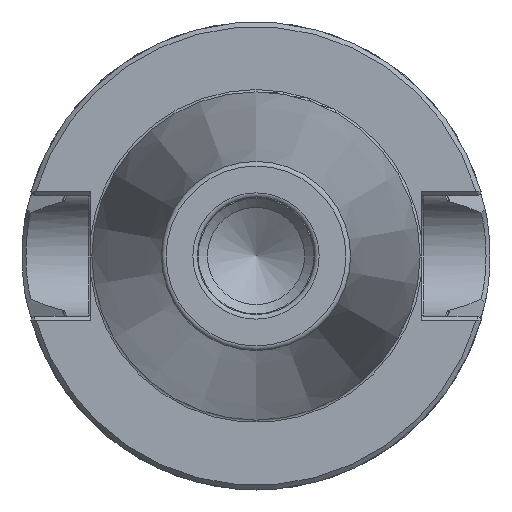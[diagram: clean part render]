
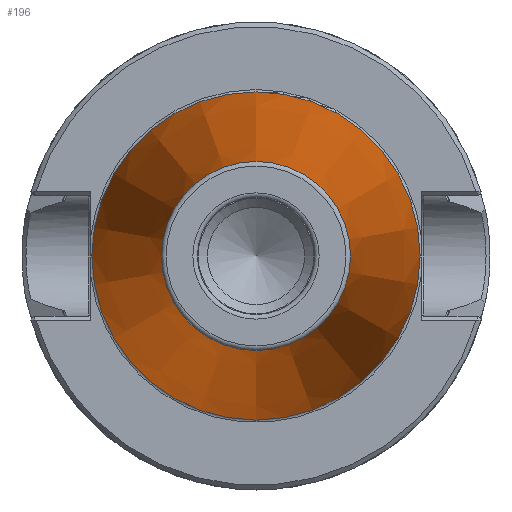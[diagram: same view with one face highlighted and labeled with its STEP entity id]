
A CAD part, left-side view. The second image highlights one B-rep face of the part: STEP entity #196.
In plain terms, the highlighted conical face has half-angle 8.297 degrees and reference radius 20.204 mm.
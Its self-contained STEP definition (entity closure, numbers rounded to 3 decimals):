
#196 = ADVANCED_FACE( '', ( #421, #422 ), #423, .T. );
#421 = FACE_OUTER_BOUND( '', #688, .T. );
#422 = FACE_BOUND( '', #689, .T. );
#423 = CONICAL_SURFACE( '', #690, 20.204, 0.145 );
#688 = EDGE_LOOP( '', ( #1203 ) );
#689 = EDGE_LOOP( '', ( #1204 ) );
#690 = AXIS2_PLACEMENT_3D( '', #1205, #1206, #1207 );
#1203 = ORIENTED_EDGE( '', *, *, #1530, .T. );
#1204 = ORIENTED_EDGE( '', *, *, #1615, .F. );
#1205 = CARTESIAN_POINT( '', ( -100.944, 0., 0. ) );
#1206 = DIRECTION( '', ( 1., 0., 0. ) );
#1207 = DIRECTION( '', ( 0., 0., -1. ) );
#1530 = EDGE_CURVE( '', #1846, #1846, #1847, .T. );
#1615 = EDGE_CURVE( '', #1964, #1964, #1965, .T. );
#1846 = VERTEX_POINT( '', #2544 );
#1847 = CIRCLE( '', #2545, 35.065 );
#1964 = VERTEX_POINT( '', #2726 );
#1965 = CIRCLE( '', #2727, 20.204 );
#2544 = CARTESIAN_POINT( '', ( 0.963, 0., 35.065 ) );
#2545 = AXIS2_PLACEMENT_3D( '', #2955, #2956, #2957 );
#2726 = CARTESIAN_POINT( '', ( -100.944, 0., 20.204 ) );
#2727 = AXIS2_PLACEMENT_3D( '', #3047, #3048, #3049 );
#2955 = CARTESIAN_POINT( '', ( 0.963, 0., 0. ) );
#2956 = DIRECTION( '', ( -1., 0., 0. ) );
#2957 = DIRECTION( '', ( 0., 0., 1. ) );
#3047 = CARTESIAN_POINT( '', ( -100.944, 0., 0. ) );
#3048 = DIRECTION( '', ( -1., 0., 0. ) );
#3049 = DIRECTION( '', ( 0., 0., 1. ) );
